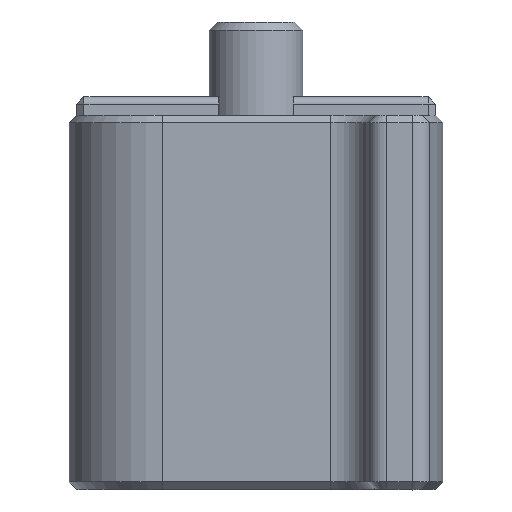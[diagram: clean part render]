
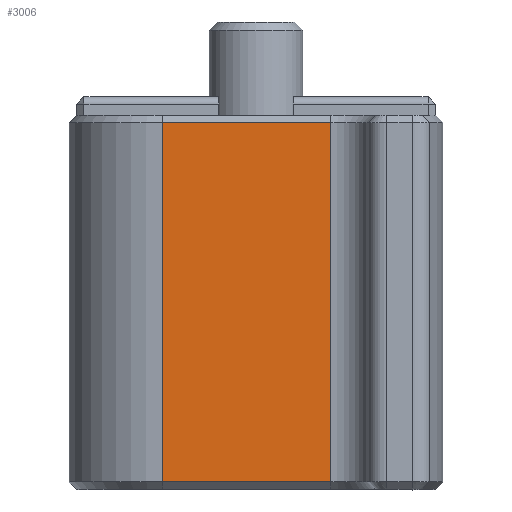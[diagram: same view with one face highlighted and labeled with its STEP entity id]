
A CAD part, top view. The second image highlights one B-rep face of the part: STEP entity #3006.
In plain terms, the highlighted planar face has unit normal (0, 0, 1).
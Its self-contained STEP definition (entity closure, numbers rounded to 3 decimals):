
#297=LINE('',#5254,#556);
#362=LINE('',#5440,#621);
#363=LINE('',#5443,#622);
#364=LINE('',#5444,#623);
#556=VECTOR('',#3545,10.);
#621=VECTOR('',#3740,10.);
#622=VECTOR('',#3743,10.);
#623=VECTOR('',#3744,10.);
#843=FACE_OUTER_BOUND('',#1032,.T.);
#1032=EDGE_LOOP('',(#2382,#2383,#2384,#2385));
#1311=VERTEX_POINT('',#5246);
#1313=VERTEX_POINT('',#5252);
#1369=VERTEX_POINT('',#5438);
#1370=VERTEX_POINT('',#5442);
#1635=EDGE_CURVE('',#1313,#1311,#297,.T.);
#1728=EDGE_CURVE('',#1369,#1313,#362,.T.);
#1729=EDGE_CURVE('',#1370,#1369,#363,.T.);
#1730=EDGE_CURVE('',#1311,#1370,#364,.T.);
#2382=ORIENTED_EDGE('',*,*,#1635,.F.);
#2383=ORIENTED_EDGE('',*,*,#1728,.F.);
#2384=ORIENTED_EDGE('',*,*,#1729,.F.);
#2385=ORIENTED_EDGE('',*,*,#1730,.F.);
#2863=PLANE('',#3236);
#3006=ADVANCED_FACE('',(#843),#2863,.F.);
#3236=AXIS2_PLACEMENT_3D('',#5441,#3741,#3742);
#3545=DIRECTION('',(0.,-1.,0.));
#3740=DIRECTION('',(1.,0.,0.));
#3741=DIRECTION('center_axis',(0.,0.,-1.));
#3742=DIRECTION('ref_axis',(-1.,0.,0.));
#3743=DIRECTION('',(0.,1.,0.));
#3744=DIRECTION('',(-1.,0.,0.));
#5246=CARTESIAN_POINT('',(19.6,-5.,17.5));
#5252=CARTESIAN_POINT('',(19.6,4.,17.5));
#5254=CARTESIAN_POINT('',(19.6,1.875,17.5));
#5438=CARTESIAN_POINT('',(0.4,4.,17.5));
#5440=CARTESIAN_POINT('',(15.,4.,17.5));
#5441=CARTESIAN_POINT('Origin',(10.,0.,17.5));
#5442=CARTESIAN_POINT('',(0.4,-5.,17.5));
#5443=CARTESIAN_POINT('',(0.4,4.25,17.5));
#5444=CARTESIAN_POINT('',(5.,-5.,17.5));
